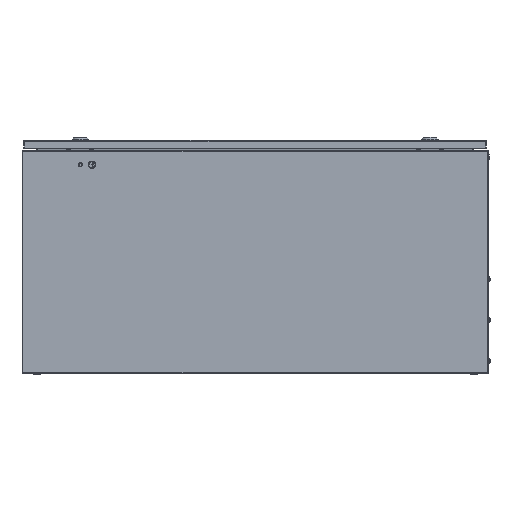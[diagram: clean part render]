
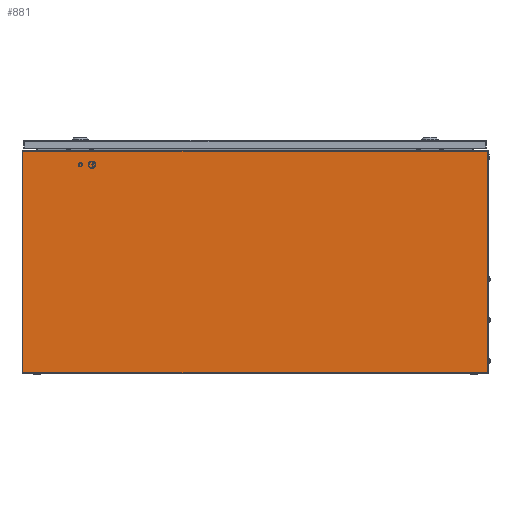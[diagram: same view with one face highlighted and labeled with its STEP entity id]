
A CAD part, left-side view. The second image highlights one B-rep face of the part: STEP entity #881.
In plain terms, the highlighted planar face has unit normal (-1, 0, 0).
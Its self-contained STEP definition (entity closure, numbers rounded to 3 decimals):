
#881 = ADVANCED_FACE ( 'NONE', ( #6612 ), #49845, .F. ) ;
#5886 = VERTEX_POINT ( 'NONE', #25427 ) ;
#6612 = FACE_OUTER_BOUND ( 'NONE', #50971, .T. ) ;
#11454 = CARTESIAN_POINT ( 'NONE',  ( 0., 0., 383. ) ) ;
#11544 = AXIS2_PLACEMENT_3D ( 'NONE', #73733, #24816, #74128 ) ;
#13146 = EDGE_CURVE ( 'NONE', #45877, #5886, #27366, .T. ) ;
#16656 = EDGE_CURVE ( 'NONE', #45877, #72048, #74279, .T. ) ;
#23682 = EDGE_CURVE ( 'NONE', #72048, #70215, #38115, .T. ) ;
#24816 = DIRECTION ( 'NONE',  ( 1., 0., 0. ) ) ;
#25290 = DIRECTION ( 'NONE',  ( 0., 0., -1. ) ) ;
#25427 = CARTESIAN_POINT ( 'NONE',  ( 0., 0., 383. ) ) ;
#27366 = LINE ( 'NONE', #77439, #31114 ) ;
#27684 = CARTESIAN_POINT ( 'NONE',  ( 0., 800., 0. ) ) ;
#28545 = DIRECTION ( 'NONE',  ( 0., -1., 0. ) ) ;
#29605 = ORIENTED_EDGE ( 'NONE', *, *, #13146, .F. ) ;
#30865 = VECTOR ( 'NONE', #38079, 1000. ) ;
#31114 = VECTOR ( 'NONE', #28545, 1000. ) ;
#35295 = CARTESIAN_POINT ( 'NONE',  ( 0., 0., 0. ) ) ;
#38079 = DIRECTION ( 'NONE',  ( 0., 0., -1. ) ) ;
#38115 = LINE ( 'NONE', #35295, #59108 ) ;
#45877 = VERTEX_POINT ( 'NONE', #61977 ) ;
#47520 = ORIENTED_EDGE ( 'NONE', *, *, #23682, .T. ) ;
#47562 = ORIENTED_EDGE ( 'NONE', *, *, #16656, .T. ) ;
#48566 = ORIENTED_EDGE ( 'NONE', *, *, #74191, .F. ) ;
#49845 = PLANE ( 'NONE',  #11544 ) ;
#50589 = CARTESIAN_POINT ( 'NONE',  ( 0., 0., 0. ) ) ;
#50971 = EDGE_LOOP ( 'NONE', ( #47520, #48566, #29605, #47562 ) ) ;
#55976 = CARTESIAN_POINT ( 'NONE',  ( 0., 800., 383. ) ) ;
#59108 = VECTOR ( 'NONE', #75852, 1000. ) ;
#61977 = CARTESIAN_POINT ( 'NONE',  ( 0., 800., 383. ) ) ;
#67477 = VECTOR ( 'NONE', #25290, 1000. ) ;
#70215 = VERTEX_POINT ( 'NONE', #50589 ) ;
#72048 = VERTEX_POINT ( 'NONE', #27684 ) ;
#73733 = CARTESIAN_POINT ( 'NONE',  ( 0., 0., 383. ) ) ;
#74128 = DIRECTION ( 'NONE',  ( 0., 0., -1. ) ) ;
#74191 = EDGE_CURVE ( 'NONE', #5886, #70215, #78200, .T. ) ;
#74279 = LINE ( 'NONE', #55976, #30865 ) ;
#75852 = DIRECTION ( 'NONE',  ( 0., -1., 0. ) ) ;
#77439 = CARTESIAN_POINT ( 'NONE',  ( 0., 0., 383. ) ) ;
#78200 = LINE ( 'NONE', #11454, #67477 ) ;
